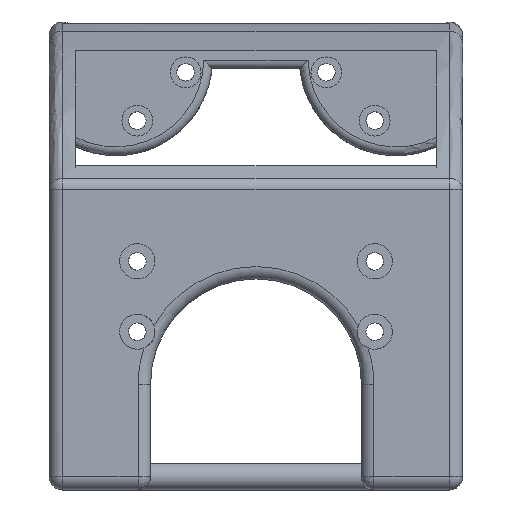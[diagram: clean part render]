
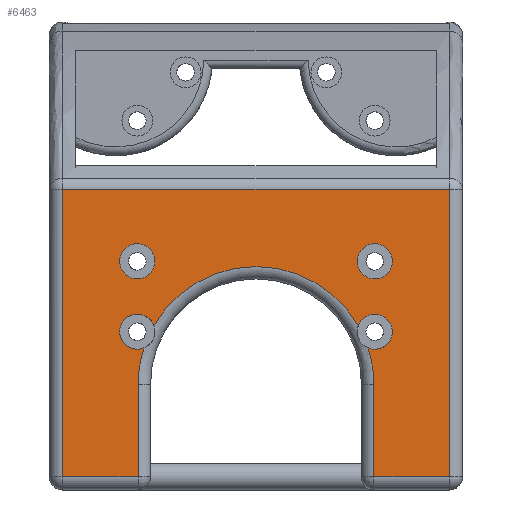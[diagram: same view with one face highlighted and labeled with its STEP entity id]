
A CAD part, front view. The second image highlights one B-rep face of the part: STEP entity #6463.
In plain terms, the highlighted planar face has unit normal (0, -1, 0).
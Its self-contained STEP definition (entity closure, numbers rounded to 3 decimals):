
#2809=CARTESIAN_POINT('Vertex',(-2.,0.,34.174)) ;
#2812=CARTESIAN_POINT('Line Origine',(20.771,0.,34.174)) ;
#2816=CARTESIAN_POINT('Vertex',(42.,0.,34.174)) ;
#3505=CARTESIAN_POINT('Axis2P3D Location',(20.,0.,12.)) ;
#3509=CARTESIAN_POINT('Vertex',(8.382,0.,18.677)) ;
#3511=CARTESIAN_POINT('Vertex',(31.618,0.,18.677)) ;
#3530=CARTESIAN_POINT('Vertex',(7.259,0.,16.149)) ;
#3533=CARTESIAN_POINT('Axis2P3D Location',(20.,0.,12.)) ;
#3537=CARTESIAN_POINT('Vertex',(6.6,0.,12.)) ;
#3549=CARTESIAN_POINT('Vertex',(33.4,0.,12.)) ;
#3552=CARTESIAN_POINT('Axis2P3D Location',(20.,0.,12.)) ;
#3556=CARTESIAN_POINT('Vertex',(32.741,0.,16.149)) ;
#3650=CARTESIAN_POINT('Vertex',(6.6,0.,1.5)) ;
#3653=CARTESIAN_POINT('Line Origine',(6.6,0.,17.837)) ;
#3704=CARTESIAN_POINT('Vertex',(42.,0.,1.5)) ;
#3707=CARTESIAN_POINT('Line Origine',(20.771,0.,1.5)) ;
#3711=CARTESIAN_POINT('Vertex',(33.4,0.,1.5)) ;
#3867=CARTESIAN_POINT('Line Origine',(20.,0.,1.5)) ;
#3871=CARTESIAN_POINT('Vertex',(-2.,0.,1.5)) ;
#6359=CARTESIAN_POINT('Axis2P3D Location',(0.,0.,0.)) ;
#6364=CARTESIAN_POINT('Axis2P3D Location',(6.5,0.,18.)) ;
#6368=CARTESIAN_POINT('Vertex',(4.745,0.,18.959)) ;
#6371=CARTESIAN_POINT('Axis2P3D Location',(6.5,0.,18.)) ;
#6376=CARTESIAN_POINT('Axis2P3D Location',(33.5,0.,18.)) ;
#6380=CARTESIAN_POINT('Vertex',(31.745,0.,18.959)) ;
#6383=CARTESIAN_POINT('Axis2P3D Location',(33.5,0.,18.)) ;
#6387=CARTESIAN_POINT('Vertex',(35.255,0.,17.041)) ;
#6390=CARTESIAN_POINT('Axis2P3D Location',(33.5,0.,18.)) ;
#6395=CARTESIAN_POINT('Line Origine',(33.4,0.,6.75)) ;
#6400=CARTESIAN_POINT('Line Origine',(42.,0.,17.837)) ;
#6405=CARTESIAN_POINT('Line Origine',(-2.,0.,17.837)) ;
#6427=CARTESIAN_POINT('Axis2P3D Location',(6.5,0.,26.)) ;
#6431=CARTESIAN_POINT('Vertex',(4.745,0.,26.959)) ;
#6433=CARTESIAN_POINT('Vertex',(8.255,0.,25.041)) ;
#6436=CARTESIAN_POINT('Axis2P3D Location',(6.5,0.,26.)) ;
#6445=CARTESIAN_POINT('Axis2P3D Location',(33.5,0.,26.)) ;
#6449=CARTESIAN_POINT('Vertex',(31.745,0.,26.959)) ;
#6451=CARTESIAN_POINT('Vertex',(35.255,0.,25.041)) ;
#6454=CARTESIAN_POINT('Axis2P3D Location',(33.5,0.,26.)) ;
#2813=DIRECTION('Vector Direction',(-1.,0.,0.)) ;
#3506=DIRECTION('Axis2P3D Direction',(0.,1.,0.)) ;
#3534=DIRECTION('Axis2P3D Direction',(0.,1.,0.)) ;
#3553=DIRECTION('Axis2P3D Direction',(0.,1.,0.)) ;
#3654=DIRECTION('Vector Direction',(0.,0.,1.)) ;
#3708=DIRECTION('Vector Direction',(1.,0.,0.)) ;
#3868=DIRECTION('Vector Direction',(1.,0.,0.)) ;
#6360=DIRECTION('Axis2P3D Direction',(0.,1.,0.)) ;
#6361=DIRECTION('Axis2P3D XDirection',(0.,0.,1.)) ;
#6365=DIRECTION('Axis2P3D Direction',(0.,1.,0.)) ;
#6372=DIRECTION('Axis2P3D Direction',(0.,1.,0.)) ;
#6377=DIRECTION('Axis2P3D Direction',(0.,1.,0.)) ;
#6384=DIRECTION('Axis2P3D Direction',(0.,1.,0.)) ;
#6391=DIRECTION('Axis2P3D Direction',(0.,1.,0.)) ;
#6396=DIRECTION('Vector Direction',(0.,0.,-1.)) ;
#6401=DIRECTION('Vector Direction',(0.,0.,-1.)) ;
#6406=DIRECTION('Vector Direction',(0.,0.,1.)) ;
#6428=DIRECTION('Axis2P3D Direction',(0.,1.,0.)) ;
#6437=DIRECTION('Axis2P3D Direction',(0.,1.,0.)) ;
#6446=DIRECTION('Axis2P3D Direction',(0.,1.,0.)) ;
#6455=DIRECTION('Axis2P3D Direction',(0.,1.,0.)) ;
#3507=AXIS2_PLACEMENT_3D('Circle Axis2P3D',#3505,#3506,$) ;
#3535=AXIS2_PLACEMENT_3D('Circle Axis2P3D',#3533,#3534,$) ;
#3554=AXIS2_PLACEMENT_3D('Circle Axis2P3D',#3552,#3553,$) ;
#6362=AXIS2_PLACEMENT_3D('Plane Axis2P3D',#6359,#6360,#6361) ;
#6366=AXIS2_PLACEMENT_3D('Circle Axis2P3D',#6364,#6365,$) ;
#6373=AXIS2_PLACEMENT_3D('Circle Axis2P3D',#6371,#6372,$) ;
#6378=AXIS2_PLACEMENT_3D('Circle Axis2P3D',#6376,#6377,$) ;
#6385=AXIS2_PLACEMENT_3D('Circle Axis2P3D',#6383,#6384,$) ;
#6392=AXIS2_PLACEMENT_3D('Circle Axis2P3D',#6390,#6391,$) ;
#6429=AXIS2_PLACEMENT_3D('Circle Axis2P3D',#6427,#6428,$) ;
#6438=AXIS2_PLACEMENT_3D('Circle Axis2P3D',#6436,#6437,$) ;
#6447=AXIS2_PLACEMENT_3D('Circle Axis2P3D',#6445,#6446,$) ;
#6456=AXIS2_PLACEMENT_3D('Circle Axis2P3D',#6454,#6455,$) ;
#6411=ORIENTED_EDGE('',*,*,#3657,.T.) ;
#6412=ORIENTED_EDGE('',*,*,#3539,.T.) ;
#6413=ORIENTED_EDGE('',*,*,#6370,.T.) ;
#6414=ORIENTED_EDGE('',*,*,#6375,.T.) ;
#6415=ORIENTED_EDGE('',*,*,#3513,.T.) ;
#6416=ORIENTED_EDGE('',*,*,#6382,.T.) ;
#6417=ORIENTED_EDGE('',*,*,#6389,.T.) ;
#6418=ORIENTED_EDGE('',*,*,#6394,.T.) ;
#6419=ORIENTED_EDGE('',*,*,#3558,.T.) ;
#6420=ORIENTED_EDGE('',*,*,#6399,.T.) ;
#6421=ORIENTED_EDGE('',*,*,#3713,.F.) ;
#6422=ORIENTED_EDGE('',*,*,#6404,.F.) ;
#6423=ORIENTED_EDGE('',*,*,#2818,.F.) ;
#6424=ORIENTED_EDGE('',*,*,#6409,.T.) ;
#6425=ORIENTED_EDGE('',*,*,#3873,.F.) ;
#6442=ORIENTED_EDGE('',*,*,#6435,.T.) ;
#6443=ORIENTED_EDGE('',*,*,#6440,.T.) ;
#6460=ORIENTED_EDGE('',*,*,#6453,.T.) ;
#6461=ORIENTED_EDGE('',*,*,#6458,.T.) ;
#6444=FACE_BOUND('',#6441,.T.) ;
#6462=FACE_BOUND('',#6459,.T.) ;
#2814=VECTOR('Line Direction',#2813,1.) ;
#3655=VECTOR('Line Direction',#3654,1.) ;
#3709=VECTOR('Line Direction',#3708,1.) ;
#3869=VECTOR('Line Direction',#3868,1.) ;
#6397=VECTOR('Line Direction',#6396,1.) ;
#6402=VECTOR('Line Direction',#6401,1.) ;
#6407=VECTOR('Line Direction',#6406,1.) ;
#6463=ADVANCED_FACE('Corps principal',(#6426,#6444,#6462),#6363,.F.) ;
#3508=CIRCLE('generated circle',#3507,13.4) ;
#3536=CIRCLE('generated circle',#3535,13.4) ;
#3555=CIRCLE('generated circle',#3554,13.4) ;
#6367=CIRCLE('generated circle',#6366,2.) ;
#6374=CIRCLE('generated circle',#6373,2.) ;
#6379=CIRCLE('generated circle',#6378,2.) ;
#6386=CIRCLE('generated circle',#6385,2.) ;
#6393=CIRCLE('generated circle',#6392,2.) ;
#6430=CIRCLE('generated circle',#6429,2.) ;
#6439=CIRCLE('generated circle',#6438,2.) ;
#6448=CIRCLE('generated circle',#6447,2.) ;
#6457=CIRCLE('generated circle',#6456,2.) ;
#2818=EDGE_CURVE('',#2810,#2817,#2815,.F.) ;
#3513=EDGE_CURVE('',#3510,#3512,#3508,.T.) ;
#3539=EDGE_CURVE('',#3538,#3531,#3536,.T.) ;
#3558=EDGE_CURVE('',#3557,#3550,#3555,.T.) ;
#3657=EDGE_CURVE('',#3651,#3538,#3656,.T.) ;
#3713=EDGE_CURVE('',#3705,#3712,#3710,.F.) ;
#3873=EDGE_CURVE('',#3651,#3872,#3870,.F.) ;
#6370=EDGE_CURVE('',#3531,#6369,#6367,.T.) ;
#6375=EDGE_CURVE('',#6369,#3510,#6374,.T.) ;
#6382=EDGE_CURVE('',#3512,#6381,#6379,.T.) ;
#6389=EDGE_CURVE('',#6381,#6388,#6386,.T.) ;
#6394=EDGE_CURVE('',#6388,#3557,#6393,.T.) ;
#6399=EDGE_CURVE('',#3550,#3712,#6398,.T.) ;
#6404=EDGE_CURVE('',#2817,#3705,#6403,.T.) ;
#6409=EDGE_CURVE('',#2810,#3872,#6408,.F.) ;
#6435=EDGE_CURVE('',#6432,#6434,#6430,.T.) ;
#6440=EDGE_CURVE('',#6434,#6432,#6439,.T.) ;
#6453=EDGE_CURVE('',#6450,#6452,#6448,.T.) ;
#6458=EDGE_CURVE('',#6452,#6450,#6457,.T.) ;
#6410=EDGE_LOOP('',(#6411,#6412,#6413,#6414,#6415,#6416,#6417,#6418,#6419,#6420,#6421,#6422,#6423,#6424,#6425)) ;
#6441=EDGE_LOOP('',(#6442,#6443)) ;
#6459=EDGE_LOOP('',(#6460,#6461)) ;
#6426=FACE_OUTER_BOUND('',#6410,.T.) ;
#2815=LINE('Line',#2812,#2814) ;
#3656=LINE('Line',#3653,#3655) ;
#3710=LINE('Line',#3707,#3709) ;
#3870=LINE('Line',#3867,#3869) ;
#6398=LINE('Line',#6395,#6397) ;
#6403=LINE('Line',#6400,#6402) ;
#6408=LINE('Line',#6405,#6407) ;
#6363=PLANE('Plane',#6362) ;
#2810=VERTEX_POINT('',#2809) ;
#2817=VERTEX_POINT('',#2816) ;
#3510=VERTEX_POINT('',#3509) ;
#3512=VERTEX_POINT('',#3511) ;
#3531=VERTEX_POINT('',#3530) ;
#3538=VERTEX_POINT('',#3537) ;
#3550=VERTEX_POINT('',#3549) ;
#3557=VERTEX_POINT('',#3556) ;
#3651=VERTEX_POINT('',#3650) ;
#3705=VERTEX_POINT('',#3704) ;
#3712=VERTEX_POINT('',#3711) ;
#3872=VERTEX_POINT('',#3871) ;
#6369=VERTEX_POINT('',#6368) ;
#6381=VERTEX_POINT('',#6380) ;
#6388=VERTEX_POINT('',#6387) ;
#6432=VERTEX_POINT('',#6431) ;
#6434=VERTEX_POINT('',#6433) ;
#6450=VERTEX_POINT('',#6449) ;
#6452=VERTEX_POINT('',#6451) ;
